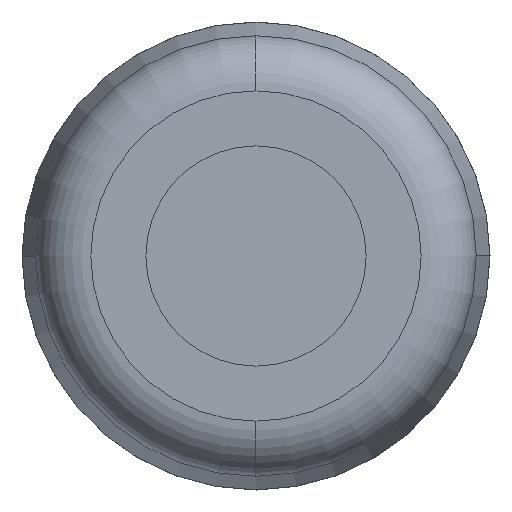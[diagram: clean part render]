
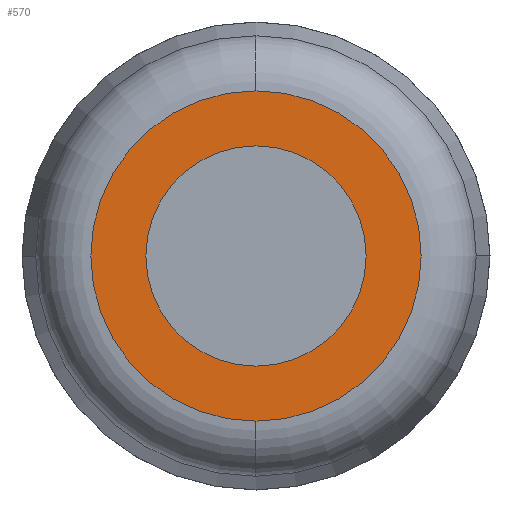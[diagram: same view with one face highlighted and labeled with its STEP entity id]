
A CAD part, left-side view. The second image highlights one B-rep face of the part: STEP entity #570.
In plain terms, the highlighted planar face has unit normal (-1, 0, 0).
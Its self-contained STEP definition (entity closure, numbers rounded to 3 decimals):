
#300=VERTEX_POINT('',#751);
#360=EDGE_CURVE('',#512,#300,#813,.T.);
#372=EDGE_CURVE('',#656,#588,#827,.T.);
#410=EDGE_CURVE('',#464,#656,#869,.T.);
#464=VERTEX_POINT('',#934);
#478=EDGE_CURVE('',#300,#512,#948,.T.);
#512=VERTEX_POINT('',#987);
#570=ADVANCED_FACE('',(#1059,#1060),#1061,.T.);
#588=VERTEX_POINT('',#1083);
#656=VERTEX_POINT('',#1156);
#666=EDGE_CURVE('',#588,#464,#1168,.T.);
#751=CARTESIAN_POINT('',(-24.5,0.,-2.0));
#813=CIRCLE('',#1353,2.0);
#827=CIRCLE('',#1369,3.0);
#869=CIRCLE('',#1426,3.0);
#934=CARTESIAN_POINT('',(-24.5,0.,-3.0));
#948=CIRCLE('',#1523,2.0);
#987=CARTESIAN_POINT('',(-24.5,0.,2.0));
#1059=FACE_BOUND('',#1660,.T.);
#1060=FACE_OUTER_BOUND('',#1661,.T.);
#1061=PLANE('',#1662);
#1083=CARTESIAN_POINT('',(-24.5,0.,3.0));
#1156=CARTESIAN_POINT('',(-24.5,3.0,0.0));
#1168=CIRCLE('',#1797,3.0);
#1353=AXIS2_PLACEMENT_3D('',#1910,#1911,#1912);
#1369=AXIS2_PLACEMENT_3D('',#1934,#1935,#1936);
#1426=AXIS2_PLACEMENT_3D('',#1984,#1985,#1986);
#1523=AXIS2_PLACEMENT_3D('',#2093,#2094,#2095);
#1660=EDGE_LOOP('',(#2285,#2286));
#1661=EDGE_LOOP('',(#2287,#2288,#2289));
#1662=AXIS2_PLACEMENT_3D('',#2290,#2291,#2292);
#1797=AXIS2_PLACEMENT_3D('',#2438,#2439,#2440);
#1910=CARTESIAN_POINT('',(-24.5,0.0,0.0));
#1911=DIRECTION('',(1.0,0.0,0.0));
#1912=DIRECTION('',(0.0,0.0,-1.0));
#1934=CARTESIAN_POINT('',(-24.5,0.0,0.0));
#1935=DIRECTION('',(1.0,0.0,0.0));
#1936=DIRECTION('',(0.0,1.0,0.0));
#1984=CARTESIAN_POINT('',(-24.5,0.0,0.0));
#1985=DIRECTION('',(1.0,0.0,0.0));
#1986=DIRECTION('',(0.0,1.0,0.0));
#2093=CARTESIAN_POINT('',(-24.5,0.0,0.0));
#2094=DIRECTION('',(1.0,0.0,0.0));
#2095=DIRECTION('',(0.0,0.0,-1.0));
#2285=ORIENTED_EDGE('',*,*,#360,.T.);
#2286=ORIENTED_EDGE('',*,*,#478,.T.);
#2287=ORIENTED_EDGE('',*,*,#372,.F.);
#2288=ORIENTED_EDGE('',*,*,#410,.F.);
#2289=ORIENTED_EDGE('',*,*,#666,.F.);
#2290=CARTESIAN_POINT('',(-24.5,1.5,0.0));
#2291=DIRECTION('',(-1.0,-0.0,0.0));
#2292=DIRECTION('',(0.0,-1.0,-0.0));
#2438=CARTESIAN_POINT('',(-24.5,0.0,0.0));
#2439=DIRECTION('',(1.0,0.0,0.0));
#2440=DIRECTION('',(0.0,1.0,0.0));
